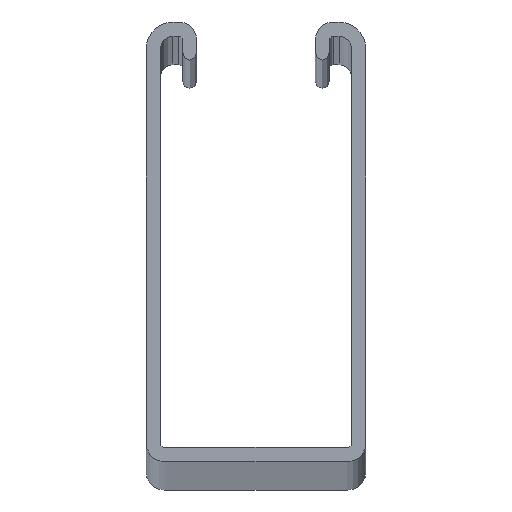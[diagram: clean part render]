
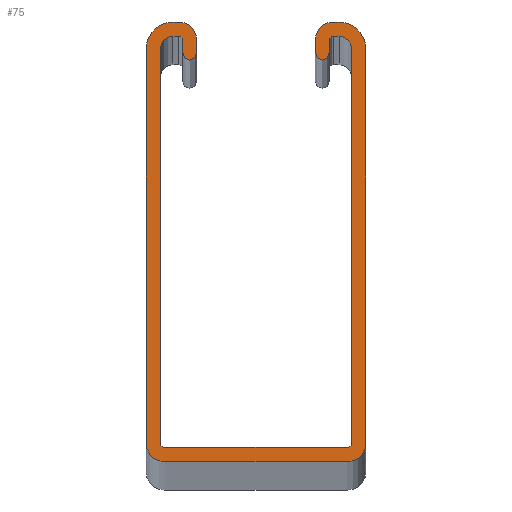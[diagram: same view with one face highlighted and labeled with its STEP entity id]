
A CAD part, top view. The second image highlights one B-rep face of the part: STEP entity #75.
In plain terms, the highlighted planar face has unit normal (0, 0, 1).
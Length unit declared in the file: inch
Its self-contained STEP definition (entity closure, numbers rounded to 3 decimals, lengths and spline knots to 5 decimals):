
#75=ADVANCED_FACE('',(#163),#164,.T.);
#163=FACE_OUTER_BOUND('',#261,.T.);
#164=PLANE('',#262);
#261=EDGE_LOOP('',(#427,#428,#429,#430,#431,#432,#433,#434,#435,#436,#437,#438,#439,#440,#441,#442,#443,#444,#445,#446,#447,#448,#449,#450,#451,#452,#453,#454));
#262=AXIS2_PLACEMENT_3D('',#455,#456,#457);
#427=ORIENTED_EDGE('',*,*,#673,.F.);
#428=ORIENTED_EDGE('',*,*,#656,.F.);
#429=ORIENTED_EDGE('',*,*,#617,.F.);
#430=ORIENTED_EDGE('',*,*,#674,.F.);
#431=ORIENTED_EDGE('',*,*,#675,.F.);
#432=ORIENTED_EDGE('',*,*,#676,.F.);
#433=ORIENTED_EDGE('',*,*,#627,.F.);
#434=ORIENTED_EDGE('',*,*,#612,.F.);
#435=ORIENTED_EDGE('',*,*,#677,.F.);
#436=ORIENTED_EDGE('',*,*,#678,.F.);
#437=ORIENTED_EDGE('',*,*,#670,.F.);
#438=ORIENTED_EDGE('',*,*,#622,.F.);
#439=ORIENTED_EDGE('',*,*,#663,.F.);
#440=ORIENTED_EDGE('',*,*,#679,.F.);
#441=ORIENTED_EDGE('',*,*,#680,.F.);
#442=ORIENTED_EDGE('',*,*,#681,.F.);
#443=ORIENTED_EDGE('',*,*,#682,.F.);
#444=ORIENTED_EDGE('',*,*,#683,.F.);
#445=ORIENTED_EDGE('',*,*,#684,.F.);
#446=ORIENTED_EDGE('',*,*,#685,.F.);
#447=ORIENTED_EDGE('',*,*,#666,.F.);
#448=ORIENTED_EDGE('',*,*,#686,.F.);
#449=ORIENTED_EDGE('',*,*,#687,.F.);
#450=ORIENTED_EDGE('',*,*,#688,.F.);
#451=ORIENTED_EDGE('',*,*,#689,.F.);
#452=ORIENTED_EDGE('',*,*,#690,.F.);
#453=ORIENTED_EDGE('',*,*,#691,.F.);
#454=ORIENTED_EDGE('',*,*,#659,.F.);
#455=CARTESIAN_POINT('',(0.8125,1.50996,120.0));
#456=DIRECTION('',(0.0,0.0,1.0));
#457=DIRECTION('',(1.0,0.0,0.0));
#612=EDGE_CURVE('',#727,#728,#729,.T.);
#617=EDGE_CURVE('',#736,#737,#738,.T.);
#622=EDGE_CURVE('',#745,#746,#747,.T.);
#627=EDGE_CURVE('',#728,#754,#755,.T.);
#656=EDGE_CURVE('',#737,#806,#807,.T.);
#659=EDGE_CURVE('',#810,#811,#812,.T.);
#663=EDGE_CURVE('',#816,#745,#817,.T.);
#666=EDGE_CURVE('',#820,#821,#822,.T.);
#670=EDGE_CURVE('',#746,#826,#827,.T.);
#673=EDGE_CURVE('',#806,#810,#830,.T.);
#674=EDGE_CURVE('',#831,#736,#832,.T.);
#675=EDGE_CURVE('',#833,#831,#834,.T.);
#676=EDGE_CURVE('',#754,#833,#835,.T.);
#677=EDGE_CURVE('',#836,#727,#837,.T.);
#678=EDGE_CURVE('',#826,#836,#838,.T.);
#679=EDGE_CURVE('',#839,#816,#840,.T.);
#680=EDGE_CURVE('',#841,#839,#842,.T.);
#681=EDGE_CURVE('',#843,#841,#844,.T.);
#682=EDGE_CURVE('',#845,#843,#846,.T.);
#683=EDGE_CURVE('',#847,#845,#848,.T.);
#684=EDGE_CURVE('',#849,#847,#850,.T.);
#685=EDGE_CURVE('',#821,#849,#851,.T.);
#686=EDGE_CURVE('',#852,#820,#853,.T.);
#687=EDGE_CURVE('',#854,#852,#855,.T.);
#688=EDGE_CURVE('',#856,#854,#857,.T.);
#689=EDGE_CURVE('',#858,#856,#859,.T.);
#690=EDGE_CURVE('',#860,#858,#861,.T.);
#691=EDGE_CURVE('',#811,#860,#862,.T.);
#727=VERTEX_POINT('',#898);
#728=VERTEX_POINT('',#899);
#729=LINE('',#900,#901);
#736=VERTEX_POINT('',#911);
#737=VERTEX_POINT('',#912);
#738=CIRCLE('',#913,0.03125);
#745=VERTEX_POINT('',#922);
#746=VERTEX_POINT('',#923);
#747=LINE('',#924,#925);
#754=VERTEX_POINT('',#935);
#755=CIRCLE('',#936,0.09375);
#806=VERTEX_POINT('',#1000);
#807=LINE('',#1001,#1002);
#810=VERTEX_POINT('',#1006);
#811=VERTEX_POINT('',#1007);
#812=LINE('',#1008,#1009);
#816=VERTEX_POINT('',#1015);
#817=CIRCLE('',#1016,0.13625);
#820=VERTEX_POINT('',#1020);
#821=VERTEX_POINT('',#1021);
#822=CIRCLE('',#1022,0.19875);
#826=VERTEX_POINT('',#1028);
#827=CIRCLE('',#1029,0.0525);
#830=CIRCLE('',#1033,0.09375);
#831=VERTEX_POINT('',#1034);
#832=LINE('',#1035,#1036);
#833=VERTEX_POINT('',#1037);
#834=CIRCLE('',#1038,0.03125);
#835=LINE('',#1039,#1040);
#836=VERTEX_POINT('',#1041);
#837=CIRCLE('',#1042,0.03125);
#838=LINE('',#1043,#1044);
#839=VERTEX_POINT('',#1045);
#840=LINE('',#1046,#1047);
#841=VERTEX_POINT('',#1048);
#842=CIRCLE('',#1049,0.19875);
#843=VERTEX_POINT('',#1050);
#844=LINE('',#1051,#1052);
#845=VERTEX_POINT('',#1053);
#846=CIRCLE('',#1054,0.13625);
#847=VERTEX_POINT('',#1055);
#848=LINE('',#1056,#1057);
#849=VERTEX_POINT('',#1058);
#850=CIRCLE('',#1059,0.13625);
#851=LINE('',#1060,#1061);
#852=VERTEX_POINT('',#1062);
#853=LINE('',#1063,#1064);
#854=VERTEX_POINT('',#1065);
#855=CIRCLE('',#1066,0.13625);
#856=VERTEX_POINT('',#1067);
#857=LINE('',#1068,#1069);
#858=VERTEX_POINT('',#1070);
#859=CIRCLE('',#1071,0.0525);
#860=VERTEX_POINT('',#1072);
#861=LINE('',#1073,#1074);
#862=CIRCLE('',#1075,0.03125);
#898=CARTESIAN_POINT('',(0.23875,3.145,120.0));
#899=CARTESIAN_POINT('',(0.19875,3.145,120.0));
#900=CARTESIAN_POINT('',(0.19875,3.145,120.0));
#901=VECTOR('',#1124,1.0);
#911=CARTESIAN_POINT('',(1.48875,0.105,120.0));
#912=CARTESIAN_POINT('',(1.52,0.13625,120.0));
#913=AXIS2_PLACEMENT_3D('',#1128,#1129,#1130);
#922=CARTESIAN_POINT('',(0.375,3.11375,120.0));
#923=CARTESIAN_POINT('',(0.375,3.0215,120.0));
#924=CARTESIAN_POINT('',(0.375,3.0215,120.0));
#925=VECTOR('',#1136,1.0);
#935=CARTESIAN_POINT('',(0.105,3.05125,120.0));
#936=AXIS2_PLACEMENT_3D('',#1140,#1141,#1142);
#1000=CARTESIAN_POINT('',(1.52,3.05125,120.0));
#1001=CARTESIAN_POINT('',(1.52,3.05125,120.0));
#1002=VECTOR('',#1195,1.0);
#1006=CARTESIAN_POINT('',(1.42625,3.145,120.0));
#1007=CARTESIAN_POINT('',(1.38625,3.145,120.0));
#1008=CARTESIAN_POINT('',(1.38625,3.145,120.0));
#1009=VECTOR('',#1197,1.0);
#1015=CARTESIAN_POINT('',(0.23875,3.25,120.0));
#1016=AXIS2_PLACEMENT_3D('',#1200,#1201,#1202);
#1020=CARTESIAN_POINT('',(1.42625,3.25,120.0));
#1021=CARTESIAN_POINT('',(1.625,3.05125,120.0));
#1022=AXIS2_PLACEMENT_3D('',#1204,#1205,#1206);
#1028=CARTESIAN_POINT('',(0.27,3.0215,120.0));
#1029=AXIS2_PLACEMENT_3D('',#1209,#1210,#1211);
#1033=AXIS2_PLACEMENT_3D('',#1213,#1214,#1215);
#1034=CARTESIAN_POINT('',(0.13625,0.105,120.0));
#1035=CARTESIAN_POINT('',(1.48875,0.105,120.0));
#1036=VECTOR('',#1216,1.0);
#1037=CARTESIAN_POINT('',(0.105,0.13625,120.0));
#1038=AXIS2_PLACEMENT_3D('',#1217,#1218,#1219);
#1039=CARTESIAN_POINT('',(0.105,0.13625,120.0));
#1040=VECTOR('',#1220,1.0);
#1041=CARTESIAN_POINT('',(0.27,3.11375,120.0));
#1042=AXIS2_PLACEMENT_3D('',#1221,#1222,#1223);
#1043=CARTESIAN_POINT('',(0.27,3.11375,120.0));
#1044=VECTOR('',#1224,1.0);
#1045=CARTESIAN_POINT('',(0.19875,3.25,120.0));
#1046=CARTESIAN_POINT('',(0.23875,3.25,120.0));
#1047=VECTOR('',#1225,1.0);
#1048=CARTESIAN_POINT('',(0.,3.05125,120.0));
#1049=AXIS2_PLACEMENT_3D('',#1226,#1227,#1228);
#1050=CARTESIAN_POINT('',(0.,0.13625,120.0));
#1051=CARTESIAN_POINT('',(0.,3.05125,120.0));
#1052=VECTOR('',#1229,1.0);
#1053=CARTESIAN_POINT('',(0.13625,0.0,120.0));
#1054=AXIS2_PLACEMENT_3D('',#1230,#1231,#1232);
#1055=CARTESIAN_POINT('',(1.48875,0.,120.0));
#1056=CARTESIAN_POINT('',(0.13625,0.,120.0));
#1057=VECTOR('',#1233,1.0);
#1058=CARTESIAN_POINT('',(1.625,0.13625,120.0));
#1059=AXIS2_PLACEMENT_3D('',#1234,#1235,#1236);
#1060=CARTESIAN_POINT('',(1.625,0.13625,120.0));
#1061=VECTOR('',#1237,1.0);
#1062=CARTESIAN_POINT('',(1.38625,3.25,120.0));
#1063=CARTESIAN_POINT('',(1.42625,3.25,120.0));
#1064=VECTOR('',#1238,1.0);
#1065=CARTESIAN_POINT('',(1.25,3.11375,120.0));
#1066=AXIS2_PLACEMENT_3D('',#1239,#1240,#1241);
#1067=CARTESIAN_POINT('',(1.25,3.0215,120.0));
#1068=CARTESIAN_POINT('',(1.25,3.11375,120.0));
#1069=VECTOR('',#1242,1.0);
#1070=CARTESIAN_POINT('',(1.355,3.0215,120.0));
#1071=AXIS2_PLACEMENT_3D('',#1243,#1244,#1245);
#1072=CARTESIAN_POINT('',(1.355,3.11375,120.0));
#1073=CARTESIAN_POINT('',(1.355,3.0215,120.0));
#1074=VECTOR('',#1246,1.0);
#1075=AXIS2_PLACEMENT_3D('',#1247,#1248,#1249);
#1124=DIRECTION('',(-1.0,-0.0,-0.0));
#1128=CARTESIAN_POINT('',(1.48875,0.13625,120.0));
#1129=DIRECTION('',(0.0,0.0,1.0));
#1130=DIRECTION('',(1.0,0.0,0.0));
#1136=DIRECTION('',(0.,-1.0,0.0));
#1140=CARTESIAN_POINT('',(0.19875,3.05125,120.0));
#1141=DIRECTION('',(0.0,0.0,1.0));
#1142=DIRECTION('',(1.0,0.0,0.0));
#1195=DIRECTION('',(0.0,1.0,0.0));
#1197=DIRECTION('',(-1.0,-0.0,-0.0));
#1200=CARTESIAN_POINT('',(0.23875,3.11375,120.0));
#1201=DIRECTION('',(0.0,0.0,-1.0));
#1202=DIRECTION('',(1.0,0.0,0.0));
#1204=CARTESIAN_POINT('',(1.42625,3.05125,120.0));
#1205=DIRECTION('',(0.0,0.0,-1.0));
#1206=DIRECTION('',(1.0,0.0,0.0));
#1209=CARTESIAN_POINT('',(0.3225,3.0215,120.0));
#1210=DIRECTION('',(0.0,0.0,-1.0));
#1211=DIRECTION('',(1.0,0.0,0.0));
#1213=CARTESIAN_POINT('',(1.42625,3.05125,120.0));
#1214=DIRECTION('',(0.0,0.0,1.0));
#1215=DIRECTION('',(1.0,0.0,0.0));
#1216=DIRECTION('',(1.0,0.0,0.0));
#1217=CARTESIAN_POINT('',(0.13625,0.13625,120.0));
#1218=DIRECTION('',(0.0,0.0,1.0));
#1219=DIRECTION('',(1.0,0.0,0.0));
#1220=DIRECTION('',(0.,-1.0,-0.0));
#1221=CARTESIAN_POINT('',(0.23875,3.11375,120.0));
#1222=DIRECTION('',(0.0,0.0,1.0));
#1223=DIRECTION('',(1.0,0.0,0.0));
#1224=DIRECTION('',(0.,1.0,0.0));
#1225=DIRECTION('',(1.0,0.,0.0));
#1226=CARTESIAN_POINT('',(0.19875,3.05125,120.0));
#1227=DIRECTION('',(0.0,0.0,-1.0));
#1228=DIRECTION('',(1.0,0.0,0.0));
#1229=DIRECTION('',(0.,1.0,0.0));
#1230=CARTESIAN_POINT('',(0.13625,0.13625,120.0));
#1231=DIRECTION('',(0.0,0.0,-1.0));
#1232=DIRECTION('',(1.0,0.0,0.0));
#1233=DIRECTION('',(-1.0,-0.0,-0.0));
#1234=CARTESIAN_POINT('',(1.48875,0.13625,120.0));
#1235=DIRECTION('',(0.0,0.0,-1.0));
#1236=DIRECTION('',(1.0,0.0,0.0));
#1237=DIRECTION('',(0.,-1.0,0.0));
#1238=DIRECTION('',(1.0,0.0,0.0));
#1239=CARTESIAN_POINT('',(1.38625,3.11375,120.0));
#1240=DIRECTION('',(0.0,0.0,-1.0));
#1241=DIRECTION('',(1.0,0.0,0.0));
#1242=DIRECTION('',(0.,1.0,0.0));
#1243=CARTESIAN_POINT('',(1.3025,3.0215,120.0));
#1244=DIRECTION('',(0.0,0.0,-1.0));
#1245=DIRECTION('',(1.0,0.0,0.0));
#1246=DIRECTION('',(-0.0,-1.0,-0.0));
#1247=CARTESIAN_POINT('',(1.38625,3.11375,120.0));
#1248=DIRECTION('',(0.0,0.0,1.0));
#1249=DIRECTION('',(1.0,0.0,0.0));
